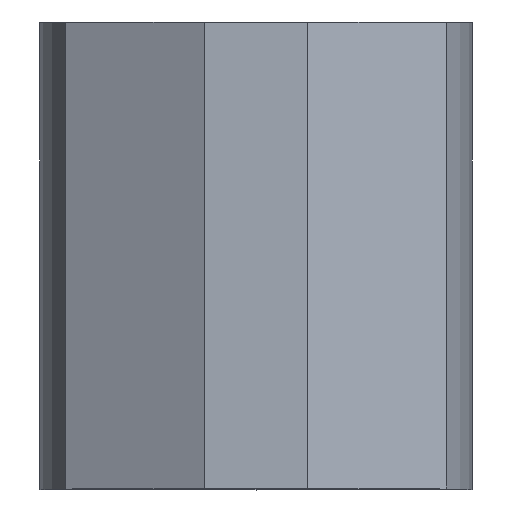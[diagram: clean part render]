
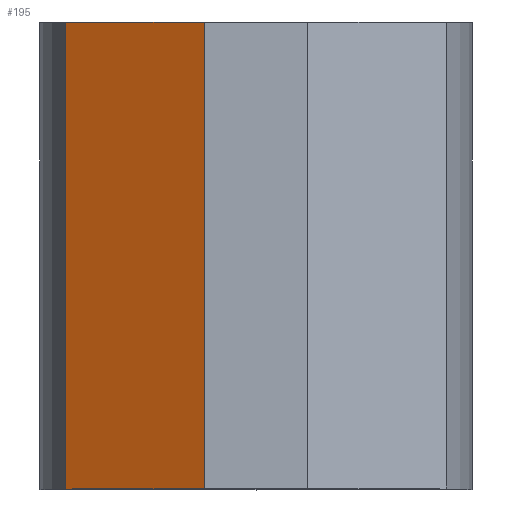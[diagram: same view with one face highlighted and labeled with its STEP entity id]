
A CAD part, top view. The second image highlights one B-rep face of the part: STEP entity #195.
In plain terms, the highlighted planar face has unit normal (-0.447, 0, 0.894).
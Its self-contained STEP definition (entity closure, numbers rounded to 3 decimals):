
#134=CARTESIAN_POINT('POINT11',(-2.515,0.,
   4.676));
#135=VERTEX_POINT('VERTEX11',#134);
#136=CARTESIAN_POINT('POINT12',(-2.515,6.172,
   4.676));
#137=VERTEX_POINT('VERTEX12',#136);
#138=CARTESIAN_POINT('POS18',(-2.515,0.,
   4.676));
#139=DIRECTION('DIR22',(0.,1.,0.));
#140=VECTOR('VEC14',#139,0.229);
#141=LINE('STRAIGHT14',#138,#140);
#142=EDGE_CURVE('EDGE14',#135,#137,#141,.T.);
#165=CARTESIAN_POINT('POINT13',(-0.686,0.,
   5.591));
#166=VERTEX_POINT('VERTEX13',#165);
#167=CARTESIAN_POINT('POINT14',(-0.686,6.172,
   5.591));
#168=VERTEX_POINT('VERTEX14',#167);
#169=CARTESIAN_POINT('POS22',(-0.686,0.,5.591
   ));
#170=DIRECTION('DIR27',(0.,1.,0.));
#171=VECTOR('VEC17',#170,0.229);
#172=LINE('STRAIGHT17',#169,#171);
#173=EDGE_CURVE('EDGE17',#166,#168,#172,.T.);
#174=ORIENTED_EDGE('COEDGE21',*,*,#173,.T.);
#175=CARTESIAN_POINT('POS23',(-2.515,6.172,
   4.676));
#176=DIRECTION('DIR28',(0.894,0.,
   0.447));
#177=VECTOR('VEC18',#176,0.229);
#178=LINE('STRAIGHT18',#175,#177);
#179=EDGE_CURVE('EDGE18',#137,#168,#178,.T.);
#180=ORIENTED_EDGE('COEDGE22',*,*,#179,.F.);
#181=ORIENTED_EDGE('COEDGE23',*,*,#142,.F.);
#182=CARTESIAN_POINT('POS24',(-2.515,0.,
   4.676));
#183=DIRECTION('DIR29',(0.894,0.,
   0.447));
#184=VECTOR('VEC19',#183,0.229);
#185=LINE('STRAIGHT19',#182,#184);
#186=EDGE_CURVE('EDGE19',#135,#166,#185,.T.);
#187=ORIENTED_EDGE('COEDGE24',*,*,#186,.T.);
#188=EDGE_LOOP('NONE',(#174,#180,#181,#187));
#189=FACE_BOUND('LOOP1',#188,.T.);
#190=CARTESIAN_POINT('POS25',(-2.515,0.,
   4.676));
#191=DIRECTION('DIR30',(-0.447,0.,
   0.894));
#192=DIRECTION('DIR31',(0.894,0.,
   0.447));
#193=AXIS2_PLACEMENT_3D('AXIS6',#190,#191,#192);
#194=PLANE('PLANE6',#193);
#195=ADVANCED_FACE('FACE6',(#189),#194,.T.);
